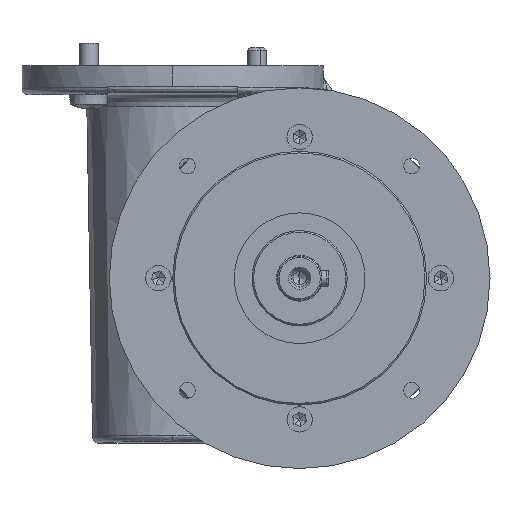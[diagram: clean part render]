
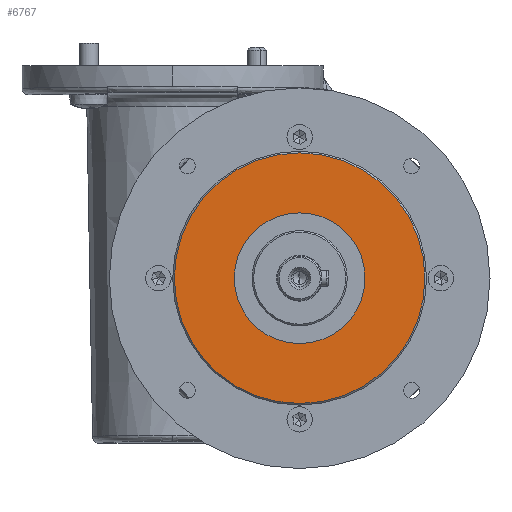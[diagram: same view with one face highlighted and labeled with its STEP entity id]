
A CAD part, left-side view. The second image highlights one B-rep face of the part: STEP entity #6767.
In plain terms, the highlighted planar face has unit normal (-1, 0, 0).
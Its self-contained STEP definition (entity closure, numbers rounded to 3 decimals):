
#2360 = AXIS2_PLACEMENT_3D ( 'NONE', #14051, #32935, #16718 ) ;
#3023 = DIRECTION ( 'NONE',  ( 0., 1., 0. ) ) ;
#4193 = DIRECTION ( 'NONE',  ( -1., 0., 0. ) ) ;
#4512 = ORIENTED_EDGE ( 'NONE', *, *, #24701, .T. ) ;
#5762 = DIRECTION ( 'NONE',  ( 1., 0., 0. ) ) ;
#5946 = CARTESIAN_POINT ( 'NONE',  ( -73., 0., 0. ) ) ;
#6767 = ADVANCED_FACE ( 'Defeature ausgef�hrt1_494', ( #20708, #31652 ), #27282, .F. ) ;
#7840 = EDGE_CURVE ( 'Defeature ausgef�hrt1_490+Defeature ausgef�hrt1_494+Defeature ausgef�hrt1_494+Defeature ausgef�hrt1_494', #32277, #34600, #21763, .T. ) ;
#8964 = ORIENTED_EDGE ( 'NONE', *, *, #19311, .T. ) ;
#9389 = CARTESIAN_POINT ( 'NONE',  ( -73., 0., 0. ) ) ;
#10307 = EDGE_LOOP ( 'NONE', ( #20147, #26886 ) ) ;
#10753 = AXIS2_PLACEMENT_3D ( 'NONE', #16567, #5762, #3023 ) ;
#12013 = DIRECTION ( 'NONE',  ( 0., 0., -1. ) ) ;
#12090 = DIRECTION ( 'NONE',  ( 0., 1., 0. ) ) ;
#12354 = CARTESIAN_POINT ( 'NONE',  ( -73., 39.5, 0. ) ) ;
#14051 = CARTESIAN_POINT ( 'NONE',  ( -73., 0., 0. ) ) ;
#15802 = AXIS2_PLACEMENT_3D ( 'NONE', #20309, #4193, #23051 ) ;
#16011 = CARTESIAN_POINT ( 'NONE',  ( -73., 0., 20.6 ) ) ;
#16567 = CARTESIAN_POINT ( 'NONE',  ( -73., 0., 40. ) ) ;
#16718 = DIRECTION ( 'NONE',  ( 0., 1., 0. ) ) ;
#18478 = EDGE_CURVE ( 'Defeature ausgef�hrt1_490+Defeature ausgef�hrt1_494+Defeature ausgef�hrt1_494+Defeature ausgef�hrt1_494', #34600, #32277, #28725, .T. ) ;
#19311 = EDGE_CURVE ( 'Defeature ausgef�hrt1_494+Defeature ausgef�hrt1_501+Defeature ausgef�hrt1_501+Defeature ausgef�hrt1_501', #28884, #27759, #28244, .T. ) ;
#19547 = AXIS2_PLACEMENT_3D ( 'NONE', #5946, #32943, #12013 ) ;
#20147 = ORIENTED_EDGE ( 'NONE', *, *, #7840, .F. ) ;
#20309 = CARTESIAN_POINT ( 'NONE',  ( -73., 0., 0. ) ) ;
#20708 = FACE_BOUND ( 'NONE', #10307, .T. ) ;
#21763 = CIRCLE ( 'NONE', #19547, 20.6 ) ;
#21921 = EDGE_LOOP ( 'NONE', ( #4512, #8964 ) ) ;
#23051 = DIRECTION ( 'NONE',  ( 0., 0., -1. ) ) ;
#24149 = AXIS2_PLACEMENT_3D ( 'NONE', #9389, #28223, #12090 ) ;
#24701 = EDGE_CURVE ( 'Defeature ausgef�hrt1_494+Defeature ausgef�hrt1_501+Defeature ausgef�hrt1_501+Defeature ausgef�hrt1_501', #27759, #28884, #27552, .T. ) ;
#24838 = CARTESIAN_POINT ( 'NONE',  ( -73., -39.5, 0. ) ) ;
#25489 = CARTESIAN_POINT ( 'NONE',  ( -73., 0., -20.6 ) ) ;
#26886 = ORIENTED_EDGE ( 'NONE', *, *, #18478, .F. ) ;
#27282 = PLANE ( 'NONE',  #10753 ) ;
#27552 = CIRCLE ( 'NONE', #24149, 39.5 ) ;
#27759 = VERTEX_POINT ( 'NONE', #12354 ) ;
#28223 = DIRECTION ( 'NONE',  ( -1., 0., 0. ) ) ;
#28244 = CIRCLE ( 'NONE', #2360, 39.5 ) ;
#28725 = CIRCLE ( 'NONE', #15802, 20.6 ) ;
#28884 = VERTEX_POINT ( 'NONE', #24838 ) ;
#31652 = FACE_OUTER_BOUND ( 'NONE', #21921, .T. ) ;
#32277 = VERTEX_POINT ( 'NONE', #25489 ) ;
#32935 = DIRECTION ( 'NONE',  ( -1., 0., 0. ) ) ;
#32943 = DIRECTION ( 'NONE',  ( -1., 0., 0. ) ) ;
#34600 = VERTEX_POINT ( 'NONE', #16011 ) ;
